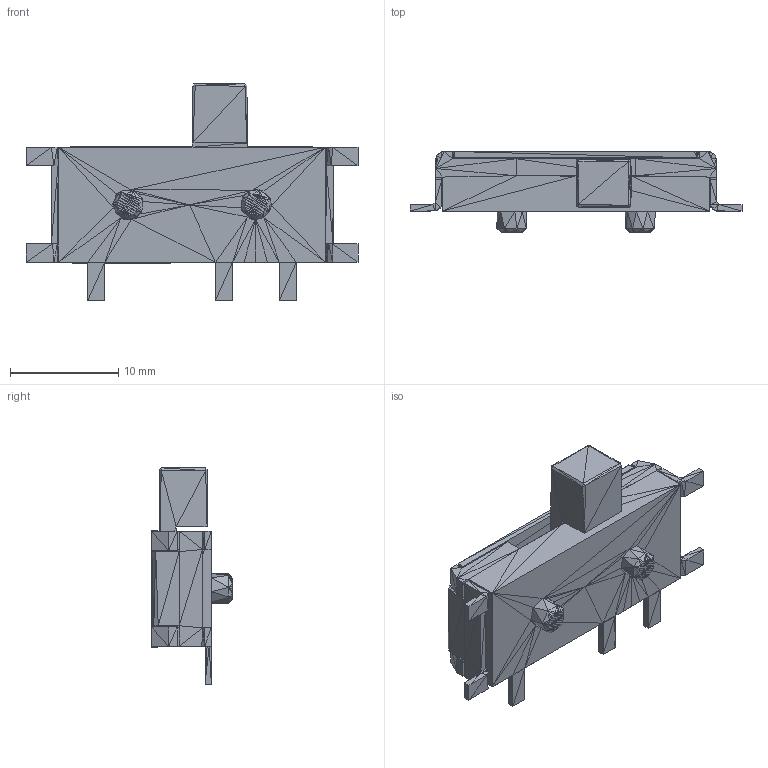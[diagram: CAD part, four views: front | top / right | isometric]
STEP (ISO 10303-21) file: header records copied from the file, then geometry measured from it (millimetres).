
FILE_DESCRIPTION((' Model'),'2;1');
FILE_NAME(' Shape Model','2024-01-22T07:37:20',(''),( ''),' ','','Unknown');
FILE_SCHEMA(('AUTOMOTIVE_DESIGN { 1 0 10303 214 1 1 1 1 }'));
Length unit declared in the file: millimetre
Products named in the file (3):  STEP translator 7.5 1;  STEP translator 7.5 1.1;  STEP translator 7.5 1.2
Assembly tree (2 placements, depth 2):
   STEP translator 7.5 1
     STEP translator 7.5 1.1
     STEP translator 7.5 1.2
Bounding box: 30.71 x 7.48 x 20.06 mm (x, y, z)
Surface area: 1924.1 mm2 (no closed solid volume)
Topology: 0 solids, 2 shells, 646 faces, 969 edges, 327 vertices
Faces by surface type: plane 646
Entity records: 24289 total; most frequent: CARTESIAN_POINT 4852, DIRECTION 3236, ORIENTED_EDGE 1938, LINE 1938, VECTOR 1938, PCURVE 1938, DEFINITIONAL_REPRESENTATION 1938, EDGE_CURVE 969
